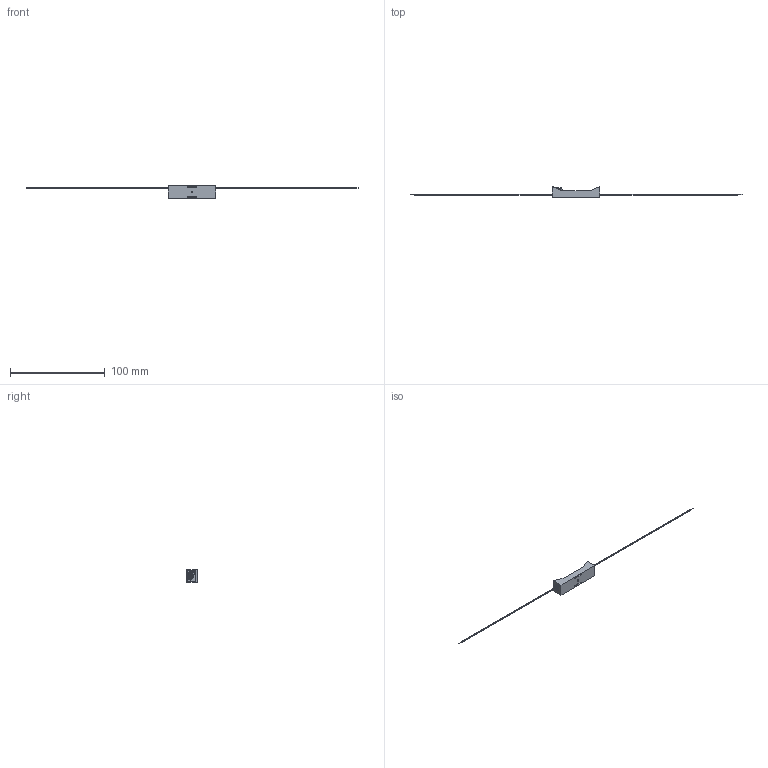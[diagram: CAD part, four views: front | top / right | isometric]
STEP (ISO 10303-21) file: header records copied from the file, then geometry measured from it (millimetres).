
FILE_DESCRIPTION (( 'STEP AP214' ), '1' );
FILE_NAME ('BCAAAW.STEP', '2019-11-20T13:45:40', ( '' ), ( '' ), 'SwSTEP 2.0', 'SolidWorks 2017', '' );
FILE_SCHEMA (( 'AUTOMOTIVE_DESIGN' ));
Length unit declared in the file: millimetre
Products named in the file (1): BCAAAW
Bounding box: 350.5 x 11.18 x 13.18 mm (x, y, z)
Volume: 2133.2 mm3; surface area: 5203.5 mm2
Topology: 7 solids, 7 shells, 167 faces, 405 edges, 260 vertices
Faces by surface type: plane 83, cylinder 56, torus 22, bspline 4, cone 2
Entity records: 6539 total; most frequent: CARTESIAN_POINT 2407, DIRECTION 877, ORIENTED_EDGE 806, EDGE_CURVE 403, AXIS2_PLACEMENT_3D 333, VERTEX_POINT 259, LINE 211, VECTOR 211
